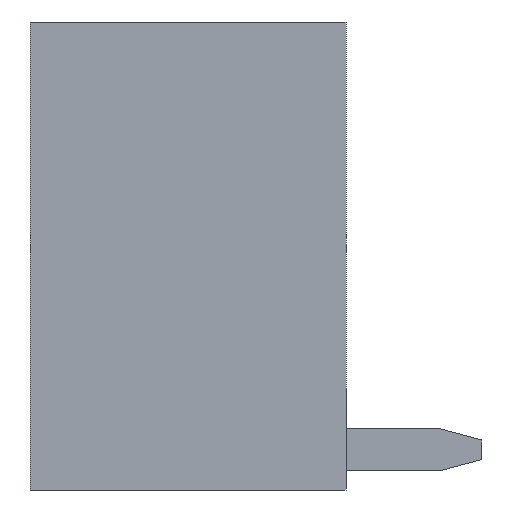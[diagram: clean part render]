
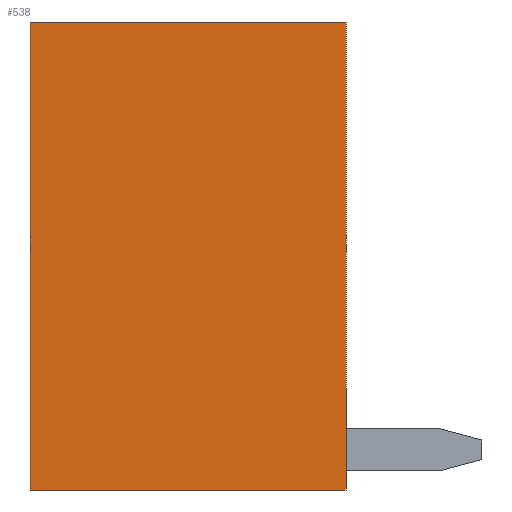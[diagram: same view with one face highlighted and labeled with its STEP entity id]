
A CAD part, left-side view. The second image highlights one B-rep face of the part: STEP entity #538.
In plain terms, the highlighted planar face has unit normal (-1, 0, 0).
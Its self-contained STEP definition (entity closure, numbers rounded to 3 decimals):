
#538=ADVANCED_FACE('',(#1382),#1383,.F.);
#1382=FACE_OUTER_BOUND('',#2529,.T.);
#1383=PLANE('',#2530);
#2529=EDGE_LOOP('',(#4423,#4424,#4425,#4426));
#2530=AXIS2_PLACEMENT_3D('',#4427,#4428,#4429);
#4423=ORIENTED_EDGE('',*,*,#7244,.F.);
#4424=ORIENTED_EDGE('',*,*,#7170,.F.);
#4425=ORIENTED_EDGE('',*,*,#7596,.F.);
#4426=ORIENTED_EDGE('',*,*,#7284,.F.);
#4427=CARTESIAN_POINT('',(-0.7,0.0,0.0));
#4428=DIRECTION('',(1.0,0.0,0.0));
#4429=DIRECTION('',(0.0,1.0,-0.0));
#7170=EDGE_CURVE('',#8667,#8669,#8670,.T.);
#7244=EDGE_CURVE('',#8669,#8815,#8816,.T.);
#7284=EDGE_CURVE('',#8815,#8890,#8891,.T.);
#7596=EDGE_CURVE('',#8890,#8667,#9425,.T.);
#8667=VERTEX_POINT('',#10893);
#8669=VERTEX_POINT('',#10896);
#8670=LINE('',#10897,#10898);
#8815=VERTEX_POINT('',#11092);
#8816=LINE('',#11093,#11094);
#8890=VERTEX_POINT('',#11194);
#8891=LINE('',#11195,#11196);
#9425=LINE('',#12069,#12070);
#10893=CARTESIAN_POINT('',(-0.7,7.45,0.0));
#10896=CARTESIAN_POINT('',(-0.7,7.45,11.05));
#10897=CARTESIAN_POINT('',(-0.7,7.45,0.0));
#10898=VECTOR('',#14084,1000.0);
#11092=CARTESIAN_POINT('',(-0.7,0.0,11.05));
#11093=CARTESIAN_POINT('',(-0.7,7.45,11.05));
#11094=VECTOR('',#14203,1000.0);
#11194=CARTESIAN_POINT('',(-0.7,0.0,0.0));
#11195=CARTESIAN_POINT('',(-0.7,0.0,11.05));
#11196=VECTOR('',#14266,1000.0);
#12069=CARTESIAN_POINT('',(-0.7,0.0,0.0));
#12070=VECTOR('',#14627,1000.0);
#14084=DIRECTION('',(0.0,0.0,1.0));
#14203=DIRECTION('',(0.0,-1.0,0.0));
#14266=DIRECTION('',(0.0,0.0,-1.0));
#14627=DIRECTION('',(0.0,1.0,0.0));
